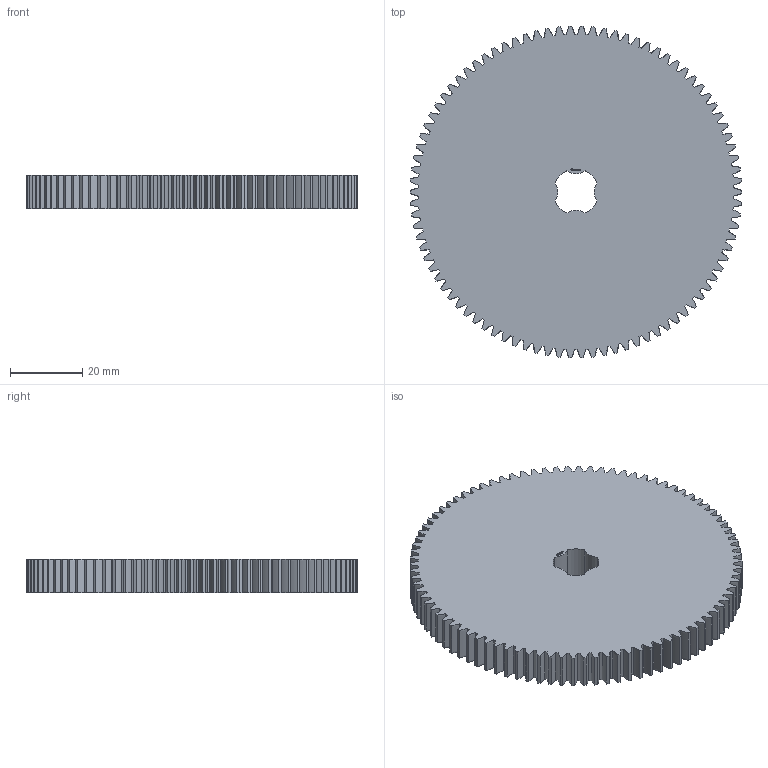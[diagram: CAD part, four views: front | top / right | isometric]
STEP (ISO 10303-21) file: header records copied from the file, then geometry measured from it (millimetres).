
FILE_DESCRIPTION(('FreeCAD Model'),'2;1');
FILE_NAME('Open CASCADE Shape Model','2024-03-11T23:28:38',(''),(''), 'Open CASCADE STEP processor 7.6','FreeCAD','Unknown');
FILE_SCHEMA(('AUTOMOTIVE_DESIGN { 1 0 10303 214 1 1 1 1 }'));
Products named in the file (1): Gear Wheel PLN TTH90 BU00.75 SFT-SHD - SPN-GWH-0339 (stemfie.org)
Bounding box: 92 x 91.97 x 9.38 mm (x, y, z)
Volume: 58427 mm3; surface area: 18180.8 mm2
Topology: 1 solids, 1 shells, 884 faces, 2556 edges, 1704 vertices
Faces by surface type: extrusion 556, plane 320, cylinder 8
Entity records: 85223 total; most frequent: CARTESIAN_POINT 32027, DIRECTION 6674, VECTOR 5968, LINE 5412, ORIENTED_EDGE 5112, PCURVE 5112, DEFINITIONAL_REPRESENTATION 5112, B_SPLINE_CURVE_WITH_KNOTS 2780
